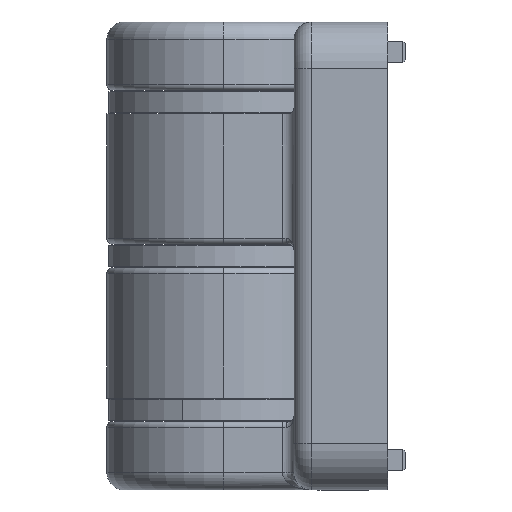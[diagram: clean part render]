
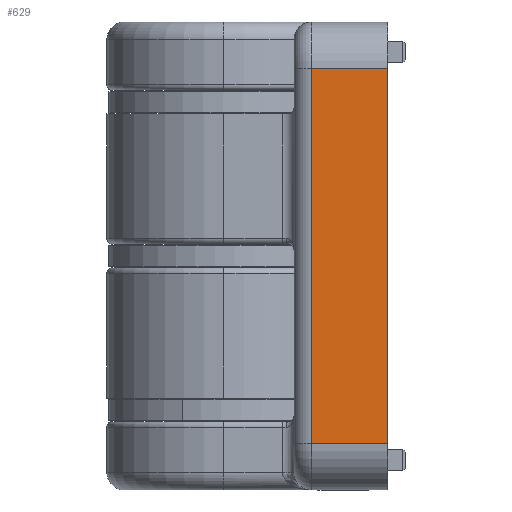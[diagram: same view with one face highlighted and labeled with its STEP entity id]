
A CAD part, left-side view. The second image highlights one B-rep face of the part: STEP entity #629.
In plain terms, the highlighted planar face has unit normal (-1, 0, 0).
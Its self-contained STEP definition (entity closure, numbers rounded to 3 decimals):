
#629=ADVANCED_FACE('NONE',(#1738),#1739,.T.);
#1738=FACE_OUTER_BOUND('',#3389,.T.);
#1739=PLANE('',#3390);
#3389=EDGE_LOOP('',(#6740,#6741,#6742,#6743));
#3390=AXIS2_PLACEMENT_3D('',#6744,#6745,#6746);
#6740=ORIENTED_EDGE('',*,*,#11121,.T.);
#6741=ORIENTED_EDGE('',*,*,#11122,.T.);
#6742=ORIENTED_EDGE('',*,*,#11123,.T.);
#6743=ORIENTED_EDGE('',*,*,#11047,.T.);
#6744=CARTESIAN_POINT('',(-37.0,-6.0,-20.0));
#6745=DIRECTION('',(-1.0,0.0,0.0));
#6746=DIRECTION('',(0.0,0.0,1.0));
#11047=EDGE_CURVE('NONE',#12920,#12918,#12921,.T.);
#11121=EDGE_CURVE('NONE',#12918,#13056,#13057,.T.);
#11122=EDGE_CURVE('NONE',#13056,#13058,#13059,.T.);
#11123=EDGE_CURVE('NONE',#13058,#12920,#13060,.T.);
#12918=VERTEX_POINT('NONE',#15591);
#12920=VERTEX_POINT('NONE',#15593);
#12921=LINE('',#15594,#15595);
#13056=VERTEX_POINT('NONE',#15885);
#13057=LINE('',#15886,#15887);
#13058=VERTEX_POINT('NONE',#15888);
#13059=LINE('',#15889,#15890);
#13060=LINE('',#15891,#15892);
#15591=CARTESIAN_POINT('',(-37.0,-14.0,16.0));
#15593=CARTESIAN_POINT('',(-37.0,-14.0,-16.0));
#15594=CARTESIAN_POINT('',(-37.0,-14.0,-20.0));
#15595=VECTOR('',#20233,1000.0);
#15885=CARTESIAN_POINT('',(-37.0,-7.5,16.0));
#15886=CARTESIAN_POINT('',(-37.0,-6.0,16.0));
#15887=VECTOR('',#20305,1000.0);
#15888=CARTESIAN_POINT('',(-37.0,-7.5,-16.0));
#15889=CARTESIAN_POINT('',(-37.0,-7.5,-20.0));
#15890=VECTOR('',#20306,1000.0);
#15891=CARTESIAN_POINT('',(-37.0,-14.0,-16.0));
#15892=VECTOR('',#20307,1000.0);
#20233=DIRECTION('',(0.0,0.0,1.0));
#20305=DIRECTION('',(-0.0,1.0,-0.0));
#20306=DIRECTION('',(-0.0,-0.0,-1.0));
#20307=DIRECTION('',(0.0,-1.0,0.0));
